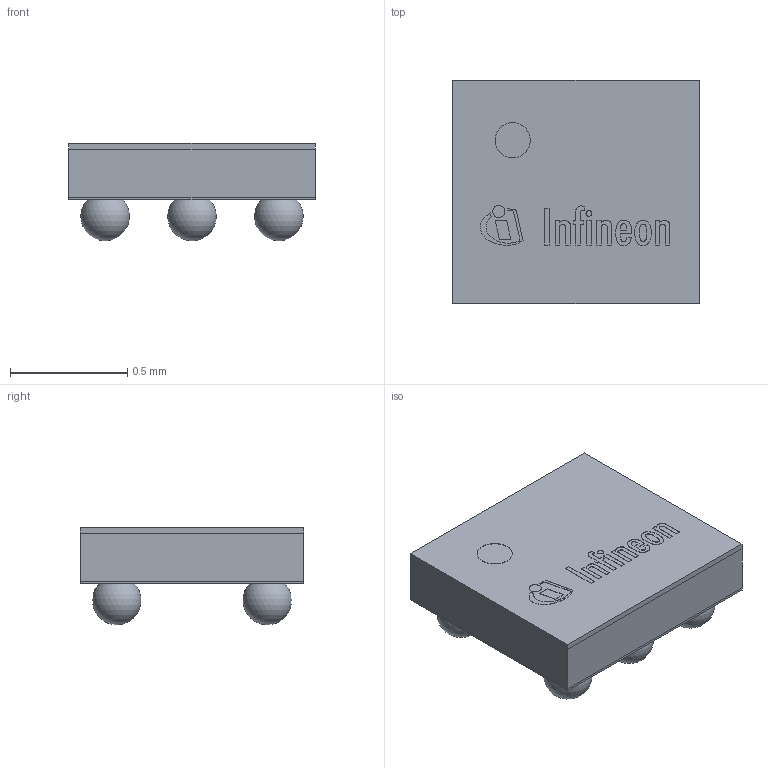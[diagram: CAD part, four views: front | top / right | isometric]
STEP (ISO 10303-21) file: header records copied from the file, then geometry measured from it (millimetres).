
FILE_DESCRIPTION(/* description */ (''),/* implementation_level */ '2;1');
FILE_NAME(/* name */ 'SG-XFWLP-6-1_Z8B00251345_V01_3D.stp',/* time_stamp */ '2023-11-20T16:18:18+05:30',/* author */ ('Subramani'),/* organization */ (''),/* preprocessor_version */ 'ST-DEVELOPER v19.2',/* originating_system */ 'AutoCAD Mechanical',/* authorisation */ '');
FILE_SCHEMA (('AUTOMOTIVE_DESIGN { 1 0 10303 214 3 1 1 }'));
Length unit declared in the file: millimetre
Products named in the file (1): Product
Bounding box: 1.05 x 0.95 x 0.42 mm (x, y, z)
Volume: 0.3 mm3; surface area: 7.9 mm2
Topology: 22 solids, 22 shells, 147 faces, 324 edges, 216 vertices
Faces by surface type: plane 117, bspline 20, sphere 6, cylinder 4
Full cylindrical faces by diameter (mm): 0.026 x1, 0.052 x1, 0.15 x2
Entity records: 4223 total; most frequent: CARTESIAN_POINT 1408, ORIENTED_EDGE 636, DIRECTION 456, EDGE_CURVE 318, VERTEX_POINT 216, LINE 160, VECTOR 160, EDGE_LOOP 152
